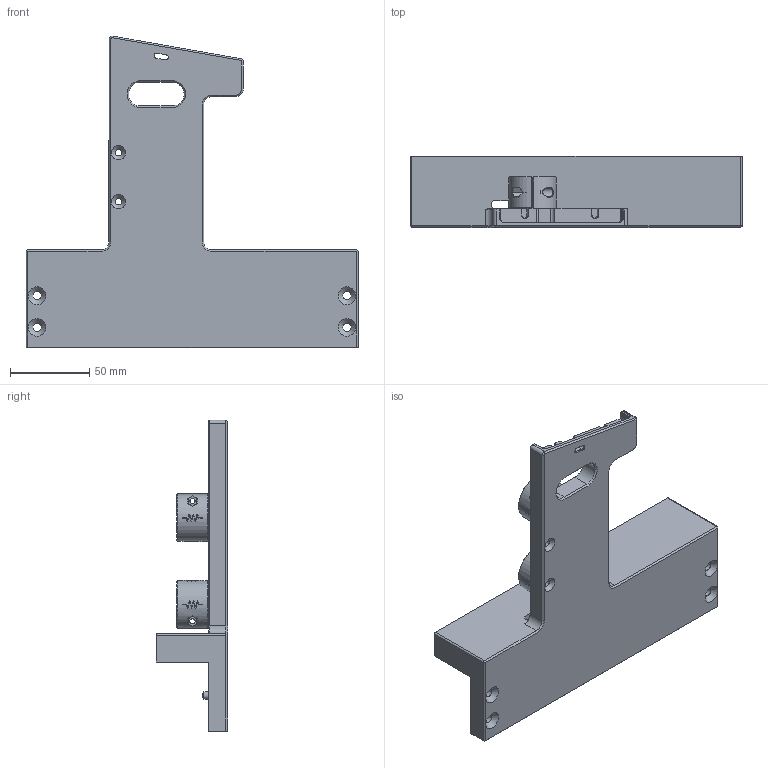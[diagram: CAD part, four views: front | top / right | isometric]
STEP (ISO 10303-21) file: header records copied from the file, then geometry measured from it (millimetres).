
FILE_DESCRIPTION(/* description */ (''),/* implementation_level */ '2;1');
FILE_NAME(/* name */ 'left.step',/* time_stamp */ '2025-05-08T15:32:59+02:00',/* author */ (''),/* organization */ (''),/* preprocessor_version */ 'ST-DEVELOPER v20.1',/* originating_system */ 'Autodesk Translation Framework v14.4.0.0',/* authorisation */ '');
FILE_SCHEMA (('AUTOMOTIVE_DESIGN { 1 0 10303 214 3 1 1 }'));
Length unit declared in the file: millimetre
Products named in the file (1): left
Bounding box: 210 x 45 x 197.2 mm (x, y, z)
Volume: 360704.2 mm3; surface area: 78332.2 mm2
Topology: 1 solids, 1 shells, 599 faces, 1632 edges, 1052 vertices
Faces by surface type: bspline 322, plane 170, cylinder 55, cone 52
Full cylindrical faces by diameter (mm): 3.3 x4, 4 x2, 4.2 x2, 5 x4, 5.3 x4, 5.9 x2, 12.2 x2, 18 x1, 22.2 x1
Entity records: 23955 total; most frequent: CARTESIAN_POINT 11018, ORIENTED_EDGE 3260, DIRECTION 1652, EDGE_CURVE 1630, VERTEX_POINT 1052, LINE 778, VECTOR 778, B_SPLINE_CURVE_WITH_KNOTS 665
